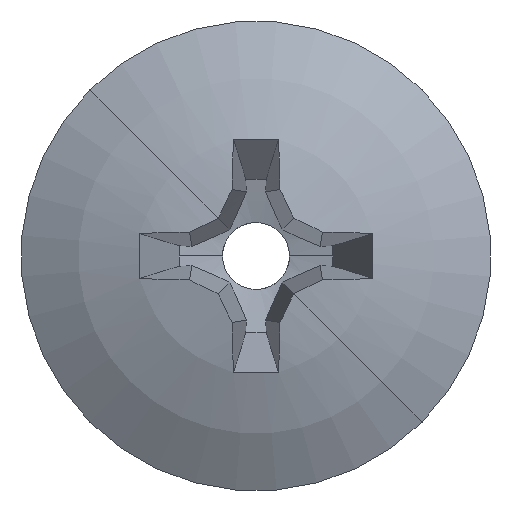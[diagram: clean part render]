
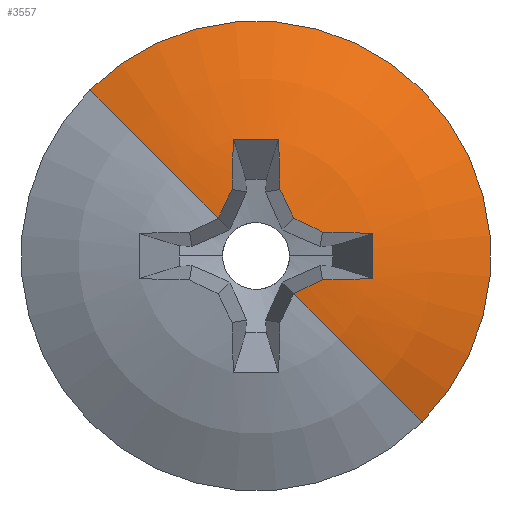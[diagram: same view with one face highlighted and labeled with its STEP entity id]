
A CAD part, left-side view. The second image highlights one B-rep face of the part: STEP entity #3557.
In plain terms, the highlighted spherical face has radius 8.795 mm.
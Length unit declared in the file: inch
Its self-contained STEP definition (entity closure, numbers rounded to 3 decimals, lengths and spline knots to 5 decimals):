
#1417=CARTESIAN_POINT('',(-0.12562,-0.04971,
0.02338));
#1418=CARTESIAN_POINT('',(-0.12574,-0.04936,
0.02237));
#1419=CARTESIAN_POINT('',(-0.12596,-0.04866,
0.02037));
#1420=CARTESIAN_POINT('',(-0.12627,-0.04762,
0.01739));
#1421=CARTESIAN_POINT('',(-0.12655,-0.04659,
0.01445));
#1422=CARTESIAN_POINT('',(-0.1268,-0.04556,
0.01153));
#1423=CARTESIAN_POINT('',(-0.12702,-0.04454,
0.00865));
#1424=CARTESIAN_POINT('',(-0.12721,-0.04352,
0.00577));
#1425=CARTESIAN_POINT('',(-0.12738,-0.04249,
0.00289));
#1426=CARTESIAN_POINT('',(-0.12747,-0.04181,
0.00097));
#1427=CARTESIAN_POINT('',(-0.12751,-0.04146,0.));
#1429=CARTESIAN_POINT('',(0.21277,0.01856,
0.01856));
#1430=DIRECTION('',(-0.131,0.701,0.701));
#1431=DIRECTION('',(-0.98,-0.198,0.014));
#1432=AXIS2_PLACEMENT_3D('',#1429,#1430,#1431);
#1434=CARTESIAN_POINT('',(0.19741,0.03114,
-0.03114));
#1435=DIRECTION('',(-0.393,0.65,-0.65));
#1436=DIRECTION('',(-0.918,-0.314,0.242));
#1437=AXIS2_PLACEMENT_3D('',#1434,#1435,#1436);
#1439=CARTESIAN_POINT('',(0.21277,-0.01856,
-0.01856));
#1440=DIRECTION('',(0.131,0.701,0.701));
#1441=DIRECTION('',(-0.98,-0.014,0.198));
#1442=AXIS2_PLACEMENT_3D('',#1439,#1440,#1441);
#1444=CARTESIAN_POINT('',(-0.12751,0.,0.04146));
#1445=CARTESIAN_POINT('',(-0.1274,-0.00254,
0.04237));
#1446=CARTESIAN_POINT('',(-0.12712,-0.00759,
0.04417));
#1447=CARTESIAN_POINT('',(-0.12653,-0.01498,
0.04678));
#1448=CARTESIAN_POINT('',(-0.12596,-0.0205,
0.04871));
#1449=CARTESIAN_POINT('',(-0.12562,-0.02338,
0.04971));
#1451=CARTESIAN_POINT('',(-0.12562,0.02338,
0.04971));
#1452=CARTESIAN_POINT('',(-0.12596,0.02048,
0.0487));
#1453=CARTESIAN_POINT('',(-0.12654,0.01494,
0.04676));
#1454=CARTESIAN_POINT('',(-0.12712,0.00753,
0.04415));
#1455=CARTESIAN_POINT('',(-0.1274,0.00251,
0.04236));
#1456=CARTESIAN_POINT('',(-0.12751,0.,0.04146));
#1458=CARTESIAN_POINT('',(0.21277,0.01856,
-0.01856));
#1459=DIRECTION('',(0.131,-0.701,0.701));
#1460=DIRECTION('',(-0.957,0.096,0.275));
#1461=AXIS2_PLACEMENT_3D('',#1458,#1459,#1460);
#1463=CARTESIAN_POINT('',(0.19741,-0.03114,
-0.03114));
#1464=DIRECTION('',(0.393,0.65,0.65));
#1465=DIRECTION('',(-0.918,0.314,0.242));
#1466=AXIS2_PLACEMENT_3D('',#1463,#1464,#1465);
#1468=CARTESIAN_POINT('',(0.21277,-0.01856,
0.01856));
#1469=DIRECTION('',(0.131,0.701,-0.701));
#1470=DIRECTION('',(-0.98,0.198,0.014));
#1471=AXIS2_PLACEMENT_3D('',#1468,#1469,#1470);
#1473=CARTESIAN_POINT('',(-0.12751,0.04146,0.));
#1474=CARTESIAN_POINT('',(-0.12746,0.04189,
0.00122));
#1475=CARTESIAN_POINT('',(-0.12734,0.04275,
0.00361));
#1476=CARTESIAN_POINT('',(-0.12713,0.04397,
0.00705));
#1477=CARTESIAN_POINT('',(-0.12689,0.04516,
0.0104));
#1478=CARTESIAN_POINT('',(-0.12662,0.04631,
0.01367));
#1479=CARTESIAN_POINT('',(-0.12632,0.04745,
0.0169));
#1480=CARTESIAN_POINT('',(-0.12599,0.04857,
0.02012));
#1481=CARTESIAN_POINT('',(-0.12574,0.04933,
0.02229));
#1482=CARTESIAN_POINT('',(-0.12562,0.04971,
0.02338));
#1484=CARTESIAN_POINT('',(-0.078,0.,0.));
#1485=DIRECTION('',(1.,0.,0.));
#1486=DIRECTION('',(0.,1.,0.));
#1487=AXIS2_PLACEMENT_3D('',#1484,#1485,#1486);
#1565=CARTESIAN_POINT('',(0.21625,0.,0.));
#1566=DIRECTION('',(0.,0.,-1.));
#1567=DIRECTION('',(-0.85,-0.527,0.));
#1568=AXIS2_PLACEMENT_3D('',#1565,#1566,#1567);
#1575=CARTESIAN_POINT('',(0.21625,0.,0.));
#1576=DIRECTION('',(0.,0.,1.));
#1577=DIRECTION('',(-0.85,0.527,0.));
#1578=AXIS2_PLACEMENT_3D('',#1575,#1576,#1577);
#1840=CARTESIAN_POINT('',(-0.078,0.1825,0.));
#1842=VERTEX_POINT('',#1840);
#1844=CARTESIAN_POINT('',(-0.078,-0.1825,0.));
#1846=VERTEX_POINT('',#1844);
#1882=VERTEX_POINT('',#1417);
#1883=VERTEX_POINT('',#1427);
#1884=CARTESIAN_POINT('',(-0.11747,-0.07649,
0.05169));
#1885=VERTEX_POINT('',#1884);
#1886=CARTESIAN_POINT('',(-0.11747,-0.05169,
0.07649));
#1887=VERTEX_POINT('',#1886);
#1888=CARTESIAN_POINT('',(-0.12562,-0.02338,
0.04971));
#1889=VERTEX_POINT('',#1888);
#1890=VERTEX_POINT('',#1444);
#1891=VERTEX_POINT('',#1451);
#1892=CARTESIAN_POINT('',(-0.11747,0.05169,
0.07649));
#1893=VERTEX_POINT('',#1892);
#1894=CARTESIAN_POINT('',(-0.11747,0.07649,
0.05169));
#1895=VERTEX_POINT('',#1894);
#1896=CARTESIAN_POINT('',(-0.12562,0.04971,
0.02338));
#1897=VERTEX_POINT('',#1896);
#1898=VERTEX_POINT('',#1473);
#3526=CARTESIAN_POINT('',(0.21625,0.,0.));
#3527=DIRECTION('',(1.,0.,0.));
#3528=DIRECTION('',(0.,-1.,0.));
#3529=AXIS2_PLACEMENT_3D('',#3526,#3527,#3528);
#3530=SPHERICAL_SURFACE('',#3529,0.34625);
#3532=ORIENTED_EDGE('',*,*,#3531,.F.);
#3533=ORIENTED_EDGE('',*,*,#3519,.T.);
#3534=ORIENTED_EDGE('',*,*,#3507,.T.);
#3536=ORIENTED_EDGE('',*,*,#3535,.F.);
#3538=ORIENTED_EDGE('',*,*,#3537,.F.);
#3540=ORIENTED_EDGE('',*,*,#3539,.F.);
#3542=ORIENTED_EDGE('',*,*,#3541,.F.);
#3544=ORIENTED_EDGE('',*,*,#3543,.F.);
#3546=ORIENTED_EDGE('',*,*,#3545,.F.);
#3548=ORIENTED_EDGE('',*,*,#3547,.F.);
#3550=ORIENTED_EDGE('',*,*,#3549,.F.);
#3552=ORIENTED_EDGE('',*,*,#3551,.T.);
#3554=ORIENTED_EDGE('',*,*,#3553,.T.);
#3555=EDGE_LOOP('',(#3532,#3533,#3534,#3536,#3538,#3540,#3542,#3544,#3546,#3548,
#3550,#3552,#3554));
#3556=FACE_OUTER_BOUND('',#3555,.F.);
#1428=B_SPLINE_CURVE_WITH_KNOTS('',3,(#1417,#1418,#1419,#1420,#1421,#1422,#1423,
#1424,#1425,#1426,#1427),.UNSPECIFIED.,.F.,.F.,(4,1,1,1,1,1,1,1,4),(0.,
0.125,0.25,0.375,0.5,0.625,0.75,0.875,1.),.UNSPECIFIED.);
#1433=CIRCLE('',#1432,0.34524);
#1438=CIRCLE('',#1437,0.34292);
#1443=CIRCLE('',#1442,0.34524);
#1450=B_SPLINE_CURVE_WITH_KNOTS('',3,(#1444,#1445,#1446,#1447,#1448,#1449),
.UNSPECIFIED.,.F.,.F.,(4,1,1,4),(0.,0.33333,0.66667,1.),
.UNSPECIFIED.);
#1457=B_SPLINE_CURVE_WITH_KNOTS('',3,(#1451,#1452,#1453,#1454,#1455,#1456),
.UNSPECIFIED.,.F.,.F.,(4,1,1,4),(0.,0.33333,0.66667,1.),
.UNSPECIFIED.);
#1462=CIRCLE('',#1461,0.34524);
#1467=CIRCLE('',#1466,0.34292);
#1472=CIRCLE('',#1471,0.34524);
#1483=B_SPLINE_CURVE_WITH_KNOTS('',3,(#1473,#1474,#1475,#1476,#1477,#1478,#1479,
#1480,#1481,#1482),.UNSPECIFIED.,.F.,.F.,(4,1,1,1,1,1,1,4),(0.,
0.14286,0.28571,0.42857,0.57143,
0.71429,0.85714,1.),.UNSPECIFIED.);
#1488=CIRCLE('',#1487,0.1825);
#1569=CIRCLE('',#1568,0.34625);
#1579=CIRCLE('',#1578,0.34625);
#3507=EDGE_CURVE('',#1885,#1887,#1438,.T.);
#3519=EDGE_CURVE('',#1882,#1885,#1433,.T.);
#3531=EDGE_CURVE('',#1882,#1883,#1428,.T.);
#3535=EDGE_CURVE('',#1889,#1887,#1443,.T.);
#3537=EDGE_CURVE('',#1890,#1889,#1450,.T.);
#3539=EDGE_CURVE('',#1891,#1890,#1457,.T.);
#3541=EDGE_CURVE('',#1893,#1891,#1462,.T.);
#3543=EDGE_CURVE('',#1895,#1893,#1467,.T.);
#3545=EDGE_CURVE('',#1897,#1895,#1472,.T.);
#3547=EDGE_CURVE('',#1898,#1897,#1483,.T.);
#3549=EDGE_CURVE('',#1842,#1898,#1579,.T.);
#3551=EDGE_CURVE('',#1842,#1846,#1488,.T.);
#3553=EDGE_CURVE('',#1846,#1883,#1569,.T.);
#3557=ADVANCED_FACE('',(#3556),#3530,.T.);
